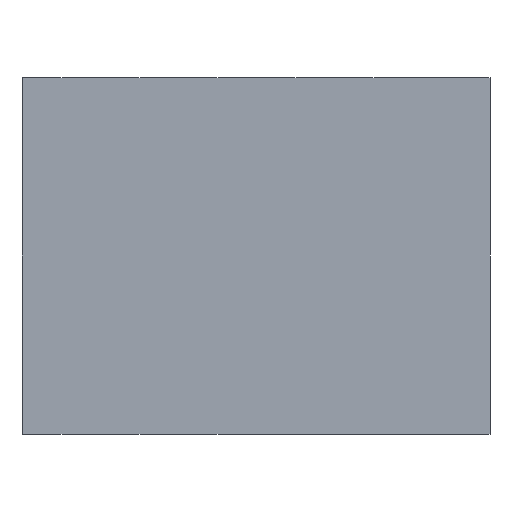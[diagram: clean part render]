
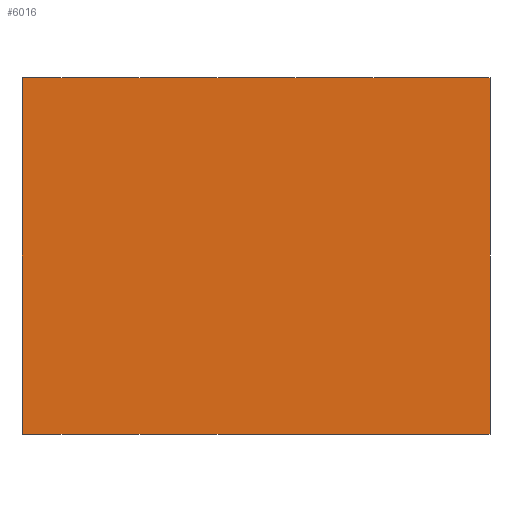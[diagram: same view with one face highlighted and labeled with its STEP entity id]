
A CAD part, front view. The second image highlights one B-rep face of the part: STEP entity #6016.
In plain terms, the highlighted face is planar.
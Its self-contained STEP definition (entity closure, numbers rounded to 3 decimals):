
#996=ORIENTED_EDGE('',*,*,#2074,.F.);
#997=ORIENTED_EDGE('',*,*,#2027,.F.);
#998=ORIENTED_EDGE('',*,*,#2083,.F.);
#999=ORIENTED_EDGE('',*,*,#2002,.F.);
#2002=EDGE_CURVE('',#2614,#2615,#3176,.T.);
#2027=EDGE_CURVE('',#2639,#2640,#3201,.T.);
#2074=EDGE_CURVE('',#2640,#2614,#3245,.T.);
#2083=EDGE_CURVE('',#2615,#2639,#3254,.T.);
#2614=VERTEX_POINT('',#8637);
#2615=VERTEX_POINT('',#8639);
#2639=VERTEX_POINT('',#8688);
#2640=VERTEX_POINT('',#8690);
#3176=LINE('',#8638,#3816);
#3201=LINE('',#8689,#3841);
#3245=LINE('',#8774,#3885);
#3254=LINE('',#8792,#3894);
#3816=VECTOR('',#7219,1000.);
#3841=VECTOR('',#7246,1000.);
#3885=VECTOR('',#7300,1000.);
#3894=VECTOR('',#7311,1000.);
#4282=EDGE_LOOP('',(#996,#997,#998,#999));
#4552=FACE_BOUND('',#4282,.T.);
#4793=PLANE('',#6356);
#6016=ADVANCED_FACE('',(#4552),#4793,.F.);
#6356=AXIS2_PLACEMENT_3D('',#8793,#7312,#7313);
#7219=DIRECTION('',(1.,0.,0.));
#7246=DIRECTION('',(-1.,0.,0.));
#7300=DIRECTION('',(0.,-1.,0.));
#7311=DIRECTION('',(0.,1.,0.));
#7312=DIRECTION('',(0.,0.,1.));
#7313=DIRECTION('',(1.,0.,0.));
#8637=CARTESIAN_POINT('',(0.,0.,0.));
#8638=CARTESIAN_POINT('',(0.,0.,0.));
#8639=CARTESIAN_POINT('',(2.1,0.,0.));
#8688=CARTESIAN_POINT('',(2.1,1.6,0.));
#8689=CARTESIAN_POINT('',(2.1,1.6,0.));
#8690=CARTESIAN_POINT('',(0.,1.6,0.));
#8774=CARTESIAN_POINT('',(0.,1.6,0.));
#8792=CARTESIAN_POINT('',(2.1,0.,0.));
#8793=CARTESIAN_POINT('',(0.,0.,0.));
